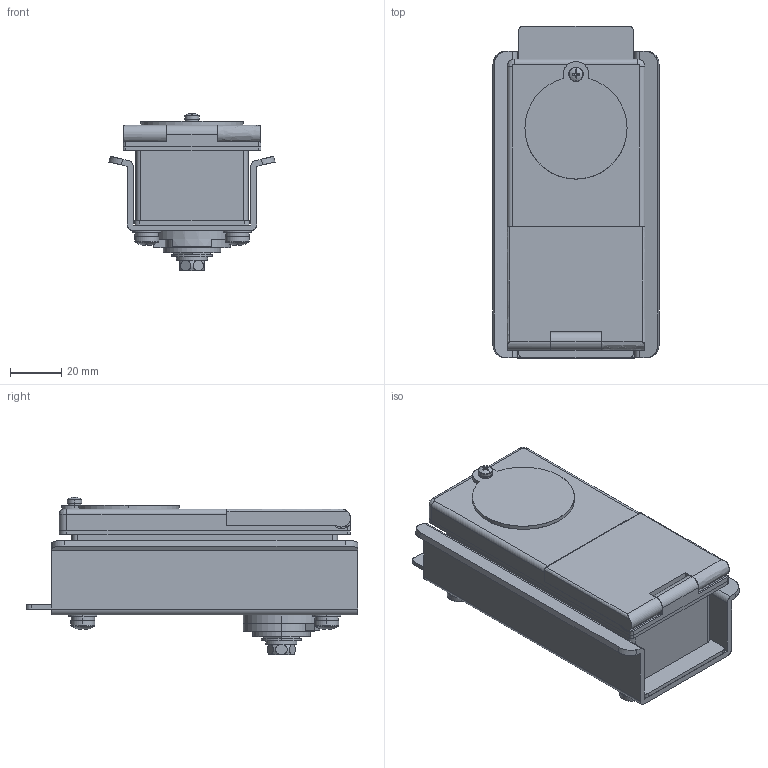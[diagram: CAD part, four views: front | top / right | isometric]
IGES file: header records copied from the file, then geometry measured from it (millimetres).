
Start section: SolidWorks IGES file using analytic representation for surfaces
Global section: file name: A-440.IGS,15; native system: HSolidWorks 2011; preprocessor: SolidWorks 2011; author: sw14; date: 110909.154137; units: millimetre
Bounding box: 65.03 x 130 x 61.65 mm (x, y, z)
Surface area: 94408.1 mm2 (no closed solid volume)
Topology: 0 solids, 0 shells, 493 faces, 7643 edges, 7625 vertices
Faces by surface type: bspline 265, revolution 228
